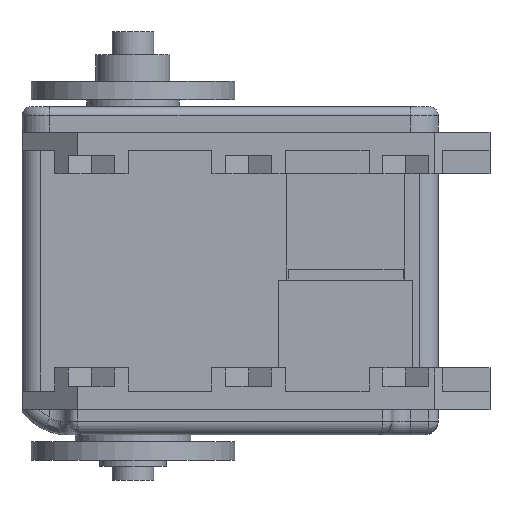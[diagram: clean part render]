
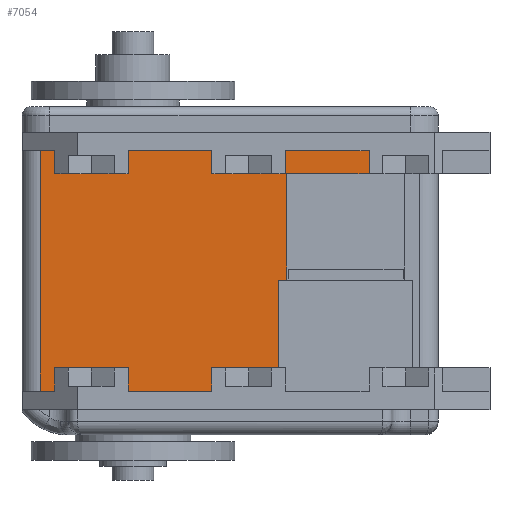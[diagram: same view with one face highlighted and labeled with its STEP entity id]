
A CAD part, left-side view. The second image highlights one B-rep face of the part: STEP entity #7054.
In plain terms, the highlighted planar face has unit normal (-1, 0, 0).
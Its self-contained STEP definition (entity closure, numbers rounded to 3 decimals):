
#1369=DIRECTION('',(0.,0.,-1.));
#1370=VECTOR('',#1369,26.);
#1371=CARTESIAN_POINT('',(-12.2,10.,13.));
#1372=LINE('',#1371,#1370);
#1373=DIRECTION('',(0.,-1.,0.));
#1374=VECTOR('',#1373,1.525);
#1375=CARTESIAN_POINT('',(-12.2,10.,13.));
#1376=LINE('',#1375,#1374);
#1377=DIRECTION('',(0.,0.,-1.));
#1378=VECTOR('',#1377,2.5);
#1379=CARTESIAN_POINT('',(-12.2,8.475,13.));
#1380=LINE('',#1379,#1378);
#1381=DIRECTION('',(0.,1.,0.));
#1382=VECTOR('',#1381,3.875);
#1383=CARTESIAN_POINT('',(-12.2,4.6,10.5));
#1384=LINE('',#1383,#1382);
#1385=DIRECTION('',(0.,1.,0.));
#1386=VECTOR('',#1385,0.201);
#1387=CARTESIAN_POINT('',(-12.2,4.4,10.5));
#1388=LINE('',#1387,#1386);
#1389=DIRECTION('',(0.,1.,0.));
#1390=VECTOR('',#1389,3.875);
#1391=CARTESIAN_POINT('',(-12.2,0.525,10.5));
#1392=LINE('',#1391,#1390);
#1393=DIRECTION('',(0.,0.,-1.));
#1394=VECTOR('',#1393,2.5);
#1395=CARTESIAN_POINT('',(-12.2,0.525,13.));
#1396=LINE('',#1395,#1394);
#1397=DIRECTION('',(0.,-1.,0.));
#1398=VECTOR('',#1397,9.05);
#1399=CARTESIAN_POINT('',(-12.2,0.525,13.));
#1400=LINE('',#1399,#1398);
#1401=DIRECTION('',(0.,0.,-1.));
#1402=VECTOR('',#1401,2.5);
#1403=CARTESIAN_POINT('',(-12.2,-8.525,13.));
#1404=LINE('',#1403,#1402);
#1405=DIRECTION('',(0.,1.,0.));
#1406=VECTOR('',#1405,3.875);
#1407=CARTESIAN_POINT('',(-12.2,-12.4,10.5));
#1408=LINE('',#1407,#1406);
#1409=DIRECTION('',(0.,1.,0.));
#1410=VECTOR('',#1409,0.201);
#1411=CARTESIAN_POINT('',(-12.2,-12.6,10.5));
#1412=LINE('',#1411,#1410);
#1413=DIRECTION('',(0.,1.,0.));
#1414=VECTOR('',#1413,3.875);
#1415=CARTESIAN_POINT('',(-12.2,-16.475,10.5));
#1416=LINE('',#1415,#1414);
#1417=DIRECTION('',(0.,0.,-1.));
#1418=VECTOR('',#1417,2.5);
#1419=CARTESIAN_POINT('',(-12.2,-16.475,13.));
#1420=LINE('',#1419,#1418);
#1421=DIRECTION('',(0.,-1.,0.));
#1422=VECTOR('',#1421,9.05);
#1423=CARTESIAN_POINT('',(-12.2,-16.475,13.));
#1424=LINE('',#1423,#1422);
#1425=DIRECTION('',(0.,0.,-1.));
#1426=VECTOR('',#1425,2.5);
#1427=CARTESIAN_POINT('',(-12.2,-25.525,13.));
#1428=LINE('',#1427,#1426);
#1429=DIRECTION('',(0.,1.,0.));
#1430=VECTOR('',#1429,8.925);
#1431=CARTESIAN_POINT('',(-12.2,-25.525,10.5));
#1432=LINE('',#1431,#1430);
#1433=DIRECTION('',(0.,0.,1.));
#1434=VECTOR('',#1433,11.5);
#1435=CARTESIAN_POINT('',(-12.2,-16.6,-1.));
#1436=LINE('',#1435,#1434);
#1437=DIRECTION('',(0.,1.,0.));
#1438=VECTOR('',#1437,0.85);
#1439=CARTESIAN_POINT('',(-12.2,-16.6,-1.));
#1440=LINE('',#1439,#1438);
#1441=DIRECTION('',(0.,0.,-1.));
#1442=VECTOR('',#1441,9.5);
#1443=CARTESIAN_POINT('',(-12.2,-15.75,-1.));
#1444=LINE('',#1443,#1442);
#1445=DIRECTION('',(0.,1.,0.));
#1446=VECTOR('',#1445,3.15);
#1447=CARTESIAN_POINT('',(-12.2,-15.75,-10.5));
#1448=LINE('',#1447,#1446);
#1449=DIRECTION('',(0.,1.,0.));
#1450=VECTOR('',#1449,0.201);
#1451=CARTESIAN_POINT('',(-12.2,-12.6,-10.5));
#1452=LINE('',#1451,#1450);
#1453=DIRECTION('',(0.,1.,0.));
#1454=VECTOR('',#1453,3.875);
#1455=CARTESIAN_POINT('',(-12.2,-12.4,-10.5));
#1456=LINE('',#1455,#1454);
#1457=DIRECTION('',(0.,0.,1.));
#1458=VECTOR('',#1457,2.5);
#1459=CARTESIAN_POINT('',(-12.2,-8.525,-13.));
#1460=LINE('',#1459,#1458);
#1461=DIRECTION('',(0.,-1.,0.));
#1462=VECTOR('',#1461,9.05);
#1463=CARTESIAN_POINT('',(-12.2,0.525,-13.));
#1464=LINE('',#1463,#1462);
#1465=DIRECTION('',(0.,0.,1.));
#1466=VECTOR('',#1465,2.5);
#1467=CARTESIAN_POINT('',(-12.2,0.525,-13.));
#1468=LINE('',#1467,#1466);
#1469=DIRECTION('',(0.,1.,0.));
#1470=VECTOR('',#1469,3.875);
#1471=CARTESIAN_POINT('',(-12.2,0.525,-10.5));
#1472=LINE('',#1471,#1470);
#1473=DIRECTION('',(0.,1.,0.));
#1474=VECTOR('',#1473,0.201);
#1475=CARTESIAN_POINT('',(-12.2,4.4,-10.5));
#1476=LINE('',#1475,#1474);
#1477=DIRECTION('',(0.,1.,0.));
#1478=VECTOR('',#1477,3.875);
#1479=CARTESIAN_POINT('',(-12.2,4.6,-10.5));
#1480=LINE('',#1479,#1478);
#1481=DIRECTION('',(0.,0.,1.));
#1482=VECTOR('',#1481,2.5);
#1483=CARTESIAN_POINT('',(-12.2,8.475,-13.));
#1484=LINE('',#1483,#1482);
#1485=DIRECTION('',(0.,-1.,0.));
#1486=VECTOR('',#1485,1.525);
#1487=CARTESIAN_POINT('',(-12.2,10.,-13.));
#1488=LINE('',#1487,#1486);
#4150=CARTESIAN_POINT('',(-12.2,8.475,13.));
#4151=CARTESIAN_POINT('',(-12.2,8.475,10.5));
#4152=VERTEX_POINT('',#4150);
#4153=VERTEX_POINT('',#4151);
#4154=CARTESIAN_POINT('',(-12.2,0.525,13.));
#4155=CARTESIAN_POINT('',(-12.2,0.525,10.5));
#4156=VERTEX_POINT('',#4154);
#4157=VERTEX_POINT('',#4155);
#4158=CARTESIAN_POINT('',(-12.2,-8.525,13.));
#4159=CARTESIAN_POINT('',(-12.2,-8.525,10.5));
#4160=VERTEX_POINT('',#4158);
#4161=VERTEX_POINT('',#4159);
#4162=CARTESIAN_POINT('',(-12.2,-16.475,13.));
#4163=CARTESIAN_POINT('',(-12.2,-16.475,10.5));
#4164=VERTEX_POINT('',#4162);
#4165=VERTEX_POINT('',#4163);
#4216=CARTESIAN_POINT('',(-12.2,-25.525,13.));
#4217=VERTEX_POINT('',#4216);
#4394=CARTESIAN_POINT('',(-12.2,4.6,10.5));
#4395=VERTEX_POINT('',#4394);
#4396=CARTESIAN_POINT('',(-12.2,4.4,10.5));
#4398=VERTEX_POINT('',#4396);
#4402=CARTESIAN_POINT('',(-12.2,-12.4,10.5));
#4403=VERTEX_POINT('',#4402);
#4404=CARTESIAN_POINT('',(-12.2,-12.6,10.5));
#4406=VERTEX_POINT('',#4404);
#4470=CARTESIAN_POINT('',(-12.2,-25.525,10.5));
#4471=CARTESIAN_POINT('',(-12.2,-16.6,10.5));
#4472=VERTEX_POINT('',#4470);
#4473=VERTEX_POINT('',#4471);
#4512=CARTESIAN_POINT('',(-12.2,-16.6,-1.));
#4513=CARTESIAN_POINT('',(-12.2,-15.75,-1.));
#4514=VERTEX_POINT('',#4512);
#4515=VERTEX_POINT('',#4513);
#4518=CARTESIAN_POINT('',(-12.2,-15.75,-10.5));
#4519=VERTEX_POINT('',#4518);
#4762=CARTESIAN_POINT('',(-12.2,8.475,-13.));
#4763=CARTESIAN_POINT('',(-12.2,8.475,-10.5));
#4764=VERTEX_POINT('',#4762);
#4765=VERTEX_POINT('',#4763);
#4766=CARTESIAN_POINT('',(-12.2,0.525,-13.));
#4767=CARTESIAN_POINT('',(-12.2,0.525,-10.5));
#4768=VERTEX_POINT('',#4766);
#4769=VERTEX_POINT('',#4767);
#4770=CARTESIAN_POINT('',(-12.2,-8.525,-13.));
#4771=CARTESIAN_POINT('',(-12.2,-8.525,-10.5));
#4772=VERTEX_POINT('',#4770);
#4773=VERTEX_POINT('',#4771);
#4902=CARTESIAN_POINT('',(-12.2,-12.6,-10.5));
#4903=CARTESIAN_POINT('',(-12.2,-12.4,-10.5));
#4904=VERTEX_POINT('',#4902);
#4905=VERTEX_POINT('',#4903);
#4906=CARTESIAN_POINT('',(-12.2,4.4,-10.5));
#4907=CARTESIAN_POINT('',(-12.2,4.6,-10.5));
#4908=VERTEX_POINT('',#4906);
#4909=VERTEX_POINT('',#4907);
#5078=CARTESIAN_POINT('',(-12.2,10.,13.));
#5079=CARTESIAN_POINT('',(-12.2,10.,-13.));
#5080=VERTEX_POINT('',#5078);
#5081=VERTEX_POINT('',#5079);
#6997=CARTESIAN_POINT('',(-12.2,12.,-17.75));
#6998=DIRECTION('',(-1.,0.,0.));
#6999=DIRECTION('',(0.,-1.,0.));
#7000=AXIS2_PLACEMENT_3D('',#6997,#6998,#6999);
#7001=PLANE('',#7000);
#7003=ORIENTED_EDGE('',*,*,#7002,.F.);
#7004=ORIENTED_EDGE('',*,*,#6252,.T.);
#7006=ORIENTED_EDGE('',*,*,#7005,.T.);
#7007=ORIENTED_EDGE('',*,*,#6660,.F.);
#7008=ORIENTED_EDGE('',*,*,#6965,.F.);
#7009=ORIENTED_EDGE('',*,*,#6681,.F.);
#7011=ORIENTED_EDGE('',*,*,#7010,.F.);
#7012=ORIENTED_EDGE('',*,*,#6195,.T.);
#7014=ORIENTED_EDGE('',*,*,#7013,.T.);
#7015=ORIENTED_EDGE('',*,*,#6695,.F.);
#7016=ORIENTED_EDGE('',*,*,#6896,.F.);
#7017=ORIENTED_EDGE('',*,*,#6717,.F.);
#7019=ORIENTED_EDGE('',*,*,#7018,.F.);
#7020=ORIENTED_EDGE('',*,*,#6211,.T.);
#7022=ORIENTED_EDGE('',*,*,#7021,.T.);
#7023=ORIENTED_EDGE('',*,*,#6753,.T.);
#7025=ORIENTED_EDGE('',*,*,#7024,.F.);
#7027=ORIENTED_EDGE('',*,*,#7026,.T.);
#7029=ORIENTED_EDGE('',*,*,#7028,.T.);
#7031=ORIENTED_EDGE('',*,*,#7030,.T.);
#7033=ORIENTED_EDGE('',*,*,#7032,.T.);
#7035=ORIENTED_EDGE('',*,*,#7034,.T.);
#7037=ORIENTED_EDGE('',*,*,#7036,.F.);
#7039=ORIENTED_EDGE('',*,*,#7038,.F.);
#7041=ORIENTED_EDGE('',*,*,#7040,.T.);
#7043=ORIENTED_EDGE('',*,*,#7042,.T.);
#7045=ORIENTED_EDGE('',*,*,#7044,.T.);
#7047=ORIENTED_EDGE('',*,*,#7046,.T.);
#7049=ORIENTED_EDGE('',*,*,#7048,.F.);
#7051=ORIENTED_EDGE('',*,*,#7050,.F.);
#7052=EDGE_LOOP('',(#7003,#7004,#7006,#7007,#7008,#7009,#7011,#7012,#7014,#7015,
#7016,#7017,#7019,#7020,#7022,#7023,#7025,#7027,#7029,#7031,#7033,#7035,#7037,
#7039,#7041,#7043,#7045,#7047,#7049,#7051));
#7053=FACE_OUTER_BOUND('',#7052,.F.);
#7054=ADVANCED_FACE('',(#7053),#7001,.T.);
#6195=EDGE_CURVE('',#4156,#4160,#1400,.T.);
#6211=EDGE_CURVE('',#4164,#4217,#1424,.T.);
#6252=EDGE_CURVE('',#5080,#4152,#1376,.T.);
#6660=EDGE_CURVE('',#4395,#4153,#1384,.T.);
#6681=EDGE_CURVE('',#4157,#4398,#1392,.T.);
#6695=EDGE_CURVE('',#4403,#4161,#1408,.T.);
#6717=EDGE_CURVE('',#4165,#4406,#1416,.T.);
#6753=EDGE_CURVE('',#4472,#4473,#1432,.T.);
#6896=EDGE_CURVE('',#4406,#4403,#1412,.T.);
#6965=EDGE_CURVE('',#4398,#4395,#1388,.T.);
#7002=EDGE_CURVE('',#5080,#5081,#1372,.T.);
#7005=EDGE_CURVE('',#4152,#4153,#1380,.T.);
#7010=EDGE_CURVE('',#4156,#4157,#1396,.T.);
#7013=EDGE_CURVE('',#4160,#4161,#1404,.T.);
#7018=EDGE_CURVE('',#4164,#4165,#1420,.T.);
#7021=EDGE_CURVE('',#4217,#4472,#1428,.T.);
#7024=EDGE_CURVE('',#4514,#4473,#1436,.T.);
#7026=EDGE_CURVE('',#4514,#4515,#1440,.T.);
#7028=EDGE_CURVE('',#4515,#4519,#1444,.T.);
#7030=EDGE_CURVE('',#4519,#4904,#1448,.T.);
#7032=EDGE_CURVE('',#4904,#4905,#1452,.T.);
#7034=EDGE_CURVE('',#4905,#4773,#1456,.T.);
#7036=EDGE_CURVE('',#4772,#4773,#1460,.T.);
#7038=EDGE_CURVE('',#4768,#4772,#1464,.T.);
#7040=EDGE_CURVE('',#4768,#4769,#1468,.T.);
#7042=EDGE_CURVE('',#4769,#4908,#1472,.T.);
#7044=EDGE_CURVE('',#4908,#4909,#1476,.T.);
#7046=EDGE_CURVE('',#4909,#4765,#1480,.T.);
#7048=EDGE_CURVE('',#4764,#4765,#1484,.T.);
#7050=EDGE_CURVE('',#5081,#4764,#1488,.T.);
